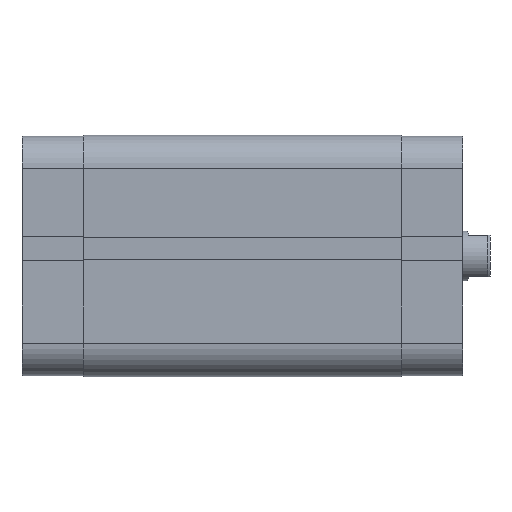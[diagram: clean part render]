
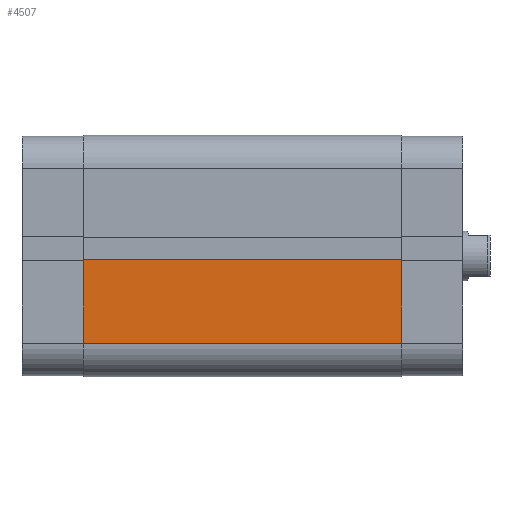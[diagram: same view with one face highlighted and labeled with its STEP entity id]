
A CAD part, front view. The second image highlights one B-rep face of the part: STEP entity #4507.
In plain terms, the highlighted face is planar.
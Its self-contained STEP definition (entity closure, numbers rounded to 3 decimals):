
#265 = ORIENTED_EDGE ( 'NONE', *, *, #4718, .T. ) ;
#268 = ORIENTED_EDGE ( 'NONE', *, *, #4693, .F. ) ;
#277 = ORIENTED_EDGE ( 'NONE', *, *, #4708, .F. ) ;
#296 = ORIENTED_EDGE ( 'NONE', *, *, #4707, .T. ) ;
#1204 = FACE_OUTER_BOUND ( 'NONE', #2831, .T. ) ;
#1801 = LINE ( 'NONE', #5699, #1802 ) ;
#1802 = VECTOR ( 'NONE', #5700, 1000. ) ;
#1814 = LINE ( 'NONE', #5733, #1825 ) ;
#1818 = VECTOR ( 'NONE', #5734, 1000. ) ;
#1823 = LINE ( 'NONE', #5728, #1818 ) ;
#1825 = VECTOR ( 'NONE', #5736, 1000. ) ;
#1833 = LINE ( 'NONE', #5745, #1841 ) ;
#1841 = VECTOR ( 'NONE', #5760, 1000. ) ;
#2831 = EDGE_LOOP ( 'NONE', ( #277, #268, #265, #296 ) ) ;
#3209 = VERTEX_POINT ( 'NONE', #3721 ) ;
#3210 = VERTEX_POINT ( 'NONE', #3722 ) ;
#3211 = VERTEX_POINT ( 'NONE', #3723 ) ;
#3212 = VERTEX_POINT ( 'NONE', #3724 ) ;
#3721 = CARTESIAN_POINT ( 'NONE',  ( -0.85, 29., 0. ) ) ;
#3722 = CARTESIAN_POINT ( 'NONE',  ( -0.85, 29., 76.5 ) ) ;
#3723 = CARTESIAN_POINT ( 'NONE',  ( -21., 29., 0. ) ) ;
#3724 = CARTESIAN_POINT ( 'NONE',  ( -21., 29., 76.5 ) ) ;
#4304 = PLANE ( 'NONE',  #4896 ) ;
#4307 = CARTESIAN_POINT ( 'NONE',  ( 0., 29., 76.5 ) ) ;
#4313 = DIRECTION ( 'NONE',  ( 0., 1., 0. ) ) ;
#4314 = DIRECTION ( 'NONE',  ( 0., 0., 1. ) ) ;
#4507 = ADVANCED_FACE ( 'NONE', ( #1204 ), #4304, .T. ) ;
#4693 = EDGE_CURVE ( 'NONE', #3212, #3211, #1801, .T. ) ;
#4707 = EDGE_CURVE ( 'NONE', #3210, #3209, #1823, .T. ) ;
#4708 = EDGE_CURVE ( 'NONE', #3211, #3209, #1814, .T. ) ;
#4718 = EDGE_CURVE ( 'NONE', #3212, #3210, #1833, .T. ) ;
#4896 = AXIS2_PLACEMENT_3D ( 'NONE', #4307, #4313, #4314 ) ;
#5699 = CARTESIAN_POINT ( 'NONE',  ( -21., 29., 76.5 ) ) ;
#5700 = DIRECTION ( 'NONE',  ( 0., 0., -1. ) ) ;
#5728 = CARTESIAN_POINT ( 'NONE',  ( -0.85, 29., 76.5 ) ) ;
#5733 = CARTESIAN_POINT ( 'NONE',  ( 0., 29., 0. ) ) ;
#5734 = DIRECTION ( 'NONE',  ( 0., 0., -1. ) ) ;
#5736 = DIRECTION ( 'NONE',  ( 1., 0., 0. ) ) ;
#5745 = CARTESIAN_POINT ( 'NONE',  ( 0., 29., 76.5 ) ) ;
#5760 = DIRECTION ( 'NONE',  ( 1., 0., 0. ) ) ;
